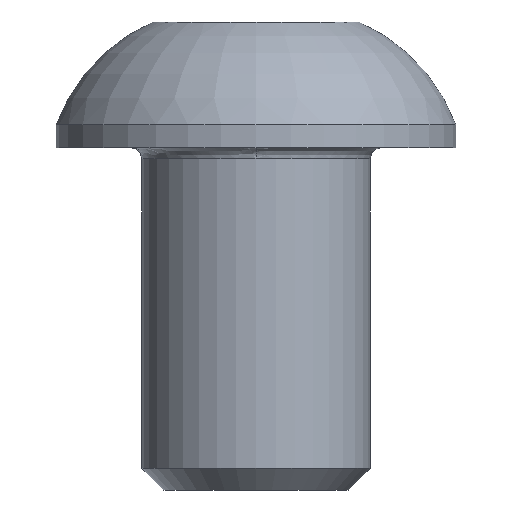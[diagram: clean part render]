
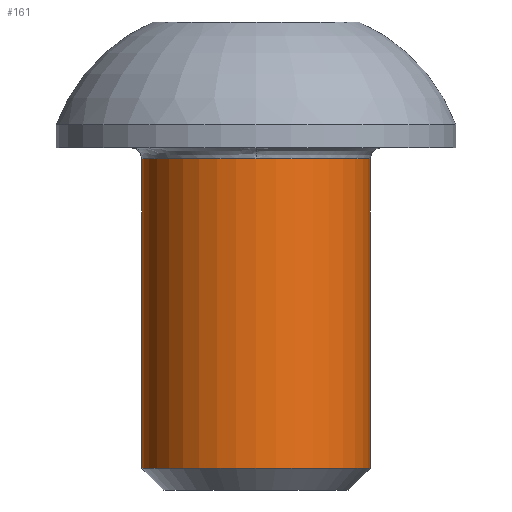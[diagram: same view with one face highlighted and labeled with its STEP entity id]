
A CAD part, front view. The second image highlights one B-rep face of the part: STEP entity #161.
In plain terms, the highlighted cylindrical face has radius 4 mm (diameter 8 mm), a partial arc.
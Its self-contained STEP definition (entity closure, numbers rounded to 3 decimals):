
#6 = EDGE_CURVE ( 'NONE', #626, #206, #677, .T. ) ;
#20 = CIRCLE ( 'NONE', #349, 4. ) ;
#22 = FACE_OUTER_BOUND ( 'NONE', #559, .T. ) ;
#33 = ORIENTED_EDGE ( 'NONE', *, *, #6, .T. ) ;
#50 = VERTEX_POINT ( 'NONE', #342 ) ;
#67 = DIRECTION ( 'NONE',  ( -1., 0., 0. ) ) ;
#85 = VECTOR ( 'NONE', #323, 1000. ) ;
#102 = DIRECTION ( 'NONE',  ( -1., 0., 0. ) ) ;
#110 = CARTESIAN_POINT ( 'NONE',  ( 4., 0., -5.817 ) ) ;
#124 = LINE ( 'NONE', #255, #85 ) ;
#159 = CYLINDRICAL_SURFACE ( 'NONE', #577, 4. ) ;
#161 = ADVANCED_FACE ( 'NONE', ( #22 ), #159, .T. ) ;
#204 = CIRCLE ( 'NONE', #305, 4. ) ;
#206 = VERTEX_POINT ( 'NONE', #604 ) ;
#243 = DIRECTION ( 'NONE',  ( 0., 0., -1. ) ) ;
#246 = DIRECTION ( 'NONE',  ( -1., 0., 0. ) ) ;
#255 = CARTESIAN_POINT ( 'NONE',  ( -4., 0., -5.817 ) ) ;
#274 = CARTESIAN_POINT ( 'NONE',  ( 0., 0., -5.817 ) ) ;
#279 = CARTESIAN_POINT ( 'NONE',  ( 0., 0., -0.4 ) ) ;
#304 = CARTESIAN_POINT ( 'NONE',  ( 0., -4., -0.4 ) ) ;
#305 = AXIS2_PLACEMENT_3D ( 'NONE', #748, #243, #67 ) ;
#313 = EDGE_CURVE ( 'NONE', #50, #616, #506, .T. ) ;
#323 = DIRECTION ( 'NONE',  ( 0., 0., -1. ) ) ;
#342 = CARTESIAN_POINT ( 'NONE',  ( 4., 0., -0.4 ) ) ;
#347 = CARTESIAN_POINT ( 'NONE',  ( -4., 0., -11.233 ) ) ;
#349 = AXIS2_PLACEMENT_3D ( 'NONE', #693, #750, #246 ) ;
#351 = ORIENTED_EDGE ( 'NONE', *, *, #722, .T. ) ;
#408 = DIRECTION ( 'NONE',  ( -1., 0., 0. ) ) ;
#465 = VERTEX_POINT ( 'NONE', #347 ) ;
#467 = AXIS2_PLACEMENT_3D ( 'NONE', #279, #661, #408 ) ;
#488 = ORIENTED_EDGE ( 'NONE', *, *, #589, .T. ) ;
#497 = CARTESIAN_POINT ( 'NONE',  ( 4., 0., -11.233 ) ) ;
#506 = LINE ( 'NONE', #110, #524 ) ;
#524 = VECTOR ( 'NONE', #547, 1000. ) ;
#547 = DIRECTION ( 'NONE',  ( 0., 0., -1. ) ) ;
#559 = EDGE_LOOP ( 'NONE', ( #588, #759, #33, #351, #488 ) ) ;
#565 = EDGE_CURVE ( 'NONE', #50, #626, #204, .T. ) ;
#577 = AXIS2_PLACEMENT_3D ( 'NONE', #274, #718, #102 ) ;
#588 = ORIENTED_EDGE ( 'NONE', *, *, #313, .F. ) ;
#589 = EDGE_CURVE ( 'NONE', #465, #616, #20, .T. ) ;
#604 = CARTESIAN_POINT ( 'NONE',  ( -4., 0., -0.4 ) ) ;
#616 = VERTEX_POINT ( 'NONE', #497 ) ;
#626 = VERTEX_POINT ( 'NONE', #304 ) ;
#661 = DIRECTION ( 'NONE',  ( 0., 0., -1. ) ) ;
#677 = CIRCLE ( 'NONE', #467, 4. ) ;
#693 = CARTESIAN_POINT ( 'NONE',  ( 0., 0., -11.233 ) ) ;
#718 = DIRECTION ( 'NONE',  ( 0., 0., -1. ) ) ;
#722 = EDGE_CURVE ( 'NONE', #206, #465, #124, .T. ) ;
#748 = CARTESIAN_POINT ( 'NONE',  ( 0., 0., -0.4 ) ) ;
#750 = DIRECTION ( 'NONE',  ( 0., 0., 1. ) ) ;
#759 = ORIENTED_EDGE ( 'NONE', *, *, #565, .T. ) ;
